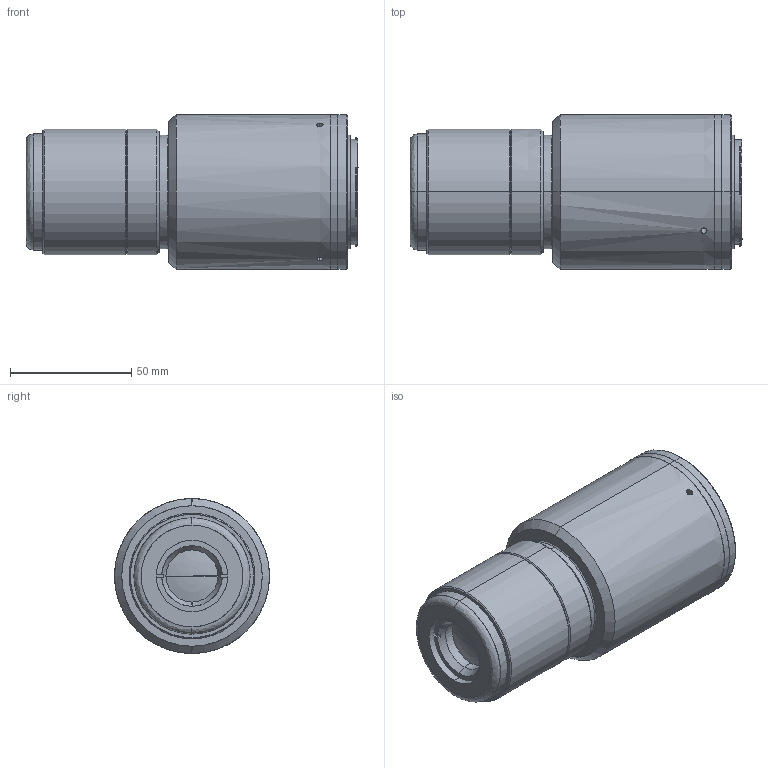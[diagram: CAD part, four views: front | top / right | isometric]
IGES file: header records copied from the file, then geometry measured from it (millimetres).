
Start section: SolidWorks IGES file using analytic representation for surfaces
Global section: file name: DP23007_MC4K100X-F.igs; native system: SolidWorks 2020; preprocessor: SolidWorks 2020; author: andreava; date: 200904.173405; units: millimetre
Bounding box: 137.16 x 64 x 64 mm (x, y, z)
Surface area: 50700.7 mm2 (no closed solid volume)
Topology: 0 solids, 0 shells, 102 faces, 2255 edges, 2254 vertices
Faces by surface type: revolution 74, bspline 28
